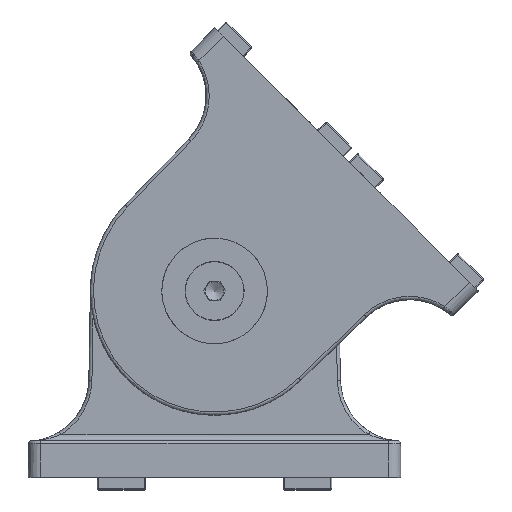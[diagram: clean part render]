
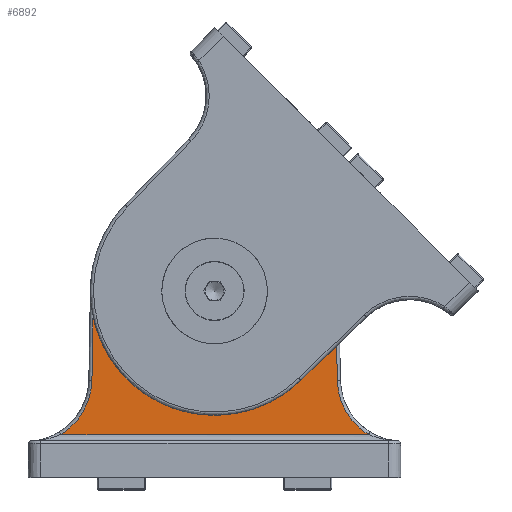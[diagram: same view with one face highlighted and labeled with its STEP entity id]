
A CAD part, top view. The second image highlights one B-rep face of the part: STEP entity #6892.
In plain terms, the highlighted planar face has unit normal (0, 0.009, 1).
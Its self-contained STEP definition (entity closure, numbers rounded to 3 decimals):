
#99=FACE_BOUND('',#2155,.T.);
#129=PLANE('',#7521);
#408=LINE('',#12269,#886);
#409=LINE('',#12285,#887);
#410=LINE('',#12337,#888);
#886=VECTOR('',#8665,1000.);
#887=VECTOR('',#8666,1000.);
#888=VECTOR('',#8667,1000.);
#1382=ELLIPSE('',#7444,13.951,13.95);
#1383=ELLIPSE('',#7445,13.951,13.95);
#1494=B_SPLINE_CURVE_WITH_KNOTS('',3,(#12271,#12272,#12273,#12274,#12275,
#12276,#12277,#12278,#12279,#12280,#12281,#12282,#12283),.UNSPECIFIED.,
 .F.,.F.,(4,3,3,3,4),(0.553,0.803,1.053,
1.303,1.553),.UNSPECIFIED.);
#1495=B_SPLINE_CURVE_WITH_KNOTS('',3,(#12287,#12288,#12289,#12290,#12291,
#12292,#12293,#12294,#12295,#12296,#12297,#12298,#12299,#12300,#12301,#12302,
#12303,#12304,#12305,#12306,#12307,#12308,#12309,#12310,#12311,#12312,#12313,
#12314,#12315,#12316,#12317,#12318,#12319,#12320,#12321,#12322,#12323,#12324,
#12325,#12326,#12327,#12328,#12329,#12330,#12331,#12332,#12333,#12334,#12335),
 .UNSPECIFIED.,.F.,.F.,(4,3,3,3,3,3,3,3,3,3,3,3,3,3,3,3,4),(1.588,
1.782,1.977,2.171,2.365,2.559,
2.753,2.947,3.142,3.336,3.53,
3.724,3.918,4.112,4.307,4.501,
4.695),.UNSPECIFIED.);
#1496=B_SPLINE_CURVE_WITH_KNOTS('',3,(#12338,#12339,#12340,#12341,#12342,
#12343,#12344,#12345,#12346,#12347,#12348,#12349,#12350),.UNSPECIFIED.,
 .F.,.F.,(4,3,3,3,4),(4.73,4.98,5.23,
5.48,5.73),.UNSPECIFIED.);
#1715=FACE_OUTER_BOUND('',#2154,.T.);
#2154=EDGE_LOOP('',(#5081,#5082,#5083,#5084,#5085,#5086));
#2155=EDGE_LOOP('',(#5087,#5088));
#3039=VERTEX_POINT('',#10696);
#3040=VERTEX_POINT('',#10698);
#3245=VERTEX_POINT('',#12267);
#3246=VERTEX_POINT('',#12268);
#3247=VERTEX_POINT('',#12270);
#3248=VERTEX_POINT('',#12284);
#3249=VERTEX_POINT('',#12286);
#3250=VERTEX_POINT('',#12336);
#3715=EDGE_CURVE('',#3039,#3040,#1382,.T.);
#3716=EDGE_CURVE('',#3040,#3039,#1383,.T.);
#3949=EDGE_CURVE('',#3245,#3246,#408,.T.);
#3950=EDGE_CURVE('',#3246,#3247,#1494,.T.);
#3951=EDGE_CURVE('',#3247,#3248,#409,.T.);
#3952=EDGE_CURVE('',#3248,#3249,#1495,.T.);
#3953=EDGE_CURVE('',#3249,#3250,#410,.T.);
#3954=EDGE_CURVE('',#3250,#3245,#1496,.T.);
#5081=ORIENTED_EDGE('',*,*,#3949,.T.);
#5082=ORIENTED_EDGE('',*,*,#3950,.T.);
#5083=ORIENTED_EDGE('',*,*,#3951,.T.);
#5084=ORIENTED_EDGE('',*,*,#3952,.T.);
#5085=ORIENTED_EDGE('',*,*,#3953,.T.);
#5086=ORIENTED_EDGE('',*,*,#3954,.T.);
#5087=ORIENTED_EDGE('',*,*,#3716,.F.);
#5088=ORIENTED_EDGE('',*,*,#3715,.F.);
#6892=ADVANCED_FACE('',(#1715,#99),#129,.T.);
#7444=AXIS2_PLACEMENT_3D('',#10699,#8387,#8388);
#7445=AXIS2_PLACEMENT_3D('',#10700,#8389,#8390);
#7521=AXIS2_PLACEMENT_3D('',#12266,#8663,#8664);
#8387=DIRECTION('center_axis',(0.,0.009,1.));
#8388=DIRECTION('ref_axis',(0.,-1.,0.009));
#8389=DIRECTION('center_axis',(0.,0.009,1.));
#8390=DIRECTION('ref_axis',(0.,-1.,0.009));
#8663=DIRECTION('center_axis',(0.,0.009,1.));
#8664=DIRECTION('ref_axis',(0.,-1.,0.009));
#8665=DIRECTION('',(1.,0.,0.));
#8666=DIRECTION('',(-0.017,1.,-0.009));
#8667=DIRECTION('',(-0.017,-1.,0.009));
#10696=CARTESIAN_POINT('',(-13.95,30.,10.79));
#10698=CARTESIAN_POINT('',(13.95,30.,10.79));
#10699=CARTESIAN_POINT('Origin',(0.,30.,10.79));
#10700=CARTESIAN_POINT('Origin',(0.,30.,10.79));
#12266=CARTESIAN_POINT('Origin',(0.,5.9,11.));
#12267=CARTESIAN_POINT('',(-24.738,6.891,10.991));
#12268=CARTESIAN_POINT('',(24.738,6.891,10.991));
#12269=CARTESIAN_POINT('',(29.,6.891,10.991));
#12270=CARTESIAN_POINT('',(19.757,15.642,10.915));
#12271=CARTESIAN_POINT('Ctrl Pts',(24.738,6.891,10.991));
#12272=CARTESIAN_POINT('Ctrl Pts',(23.994,7.351,10.987));
#12273=CARTESIAN_POINT('Ctrl Pts',(23.307,7.904,10.983));
#12274=CARTESIAN_POINT('Ctrl Pts',(22.699,8.534,10.977));
#12275=CARTESIAN_POINT('Ctrl Pts',(22.092,9.164,10.972));
#12276=CARTESIAN_POINT('Ctrl Pts',(21.563,9.87,10.965));
#12277=CARTESIAN_POINT('Ctrl Pts',(21.13,10.631,10.959));
#12278=CARTESIAN_POINT('Ctrl Pts',(20.697,11.391,10.952));
#12279=CARTESIAN_POINT('Ctrl Pts',(20.36,12.206,10.945));
#12280=CARTESIAN_POINT('Ctrl Pts',(20.129,13.05,10.938));
#12281=CARTESIAN_POINT('Ctrl Pts',(19.897,13.894,10.93));
#12282=CARTESIAN_POINT('Ctrl Pts',(19.772,14.767,10.923));
#12283=CARTESIAN_POINT('Ctrl Pts',(19.757,15.642,10.915));
#12284=CARTESIAN_POINT('',(19.5,30.345,10.787));
#12285=CARTESIAN_POINT('',(19.921,6.248,10.997));
#12286=CARTESIAN_POINT('',(-19.5,30.345,10.787));
#12287=CARTESIAN_POINT('Ctrl Pts',(19.5,30.345,10.787));
#12288=CARTESIAN_POINT('Ctrl Pts',(19.478,31.607,10.776));
#12289=CARTESIAN_POINT('Ctrl Pts',(19.333,32.867,10.765));
#12290=CARTESIAN_POINT('Ctrl Pts',(19.068,34.101,10.754));
#12291=CARTESIAN_POINT('Ctrl Pts',(18.803,35.335,10.743));
#12292=CARTESIAN_POINT('Ctrl Pts',(18.418,36.543,10.733));
#12293=CARTESIAN_POINT('Ctrl Pts',(17.919,37.703,10.722));
#12294=CARTESIAN_POINT('Ctrl Pts',(17.421,38.863,10.712));
#12295=CARTESIAN_POINT('Ctrl Pts',(16.81,39.974,10.703));
#12296=CARTESIAN_POINT('Ctrl Pts',(16.097,41.016,10.694));
#12297=CARTESIAN_POINT('Ctrl Pts',(15.384,42.058,10.684));
#12298=CARTESIAN_POINT('Ctrl Pts',(14.57,43.03,10.676));
#12299=CARTESIAN_POINT('Ctrl Pts',(13.67,43.915,10.668));
#12300=CARTESIAN_POINT('Ctrl Pts',(12.77,44.8,10.661));
#12301=CARTESIAN_POINT('Ctrl Pts',(11.783,45.597,10.654));
#12302=CARTESIAN_POINT('Ctrl Pts',(10.729,46.291,10.648));
#12303=CARTESIAN_POINT('Ctrl Pts',(9.675,46.986,10.641));
#12304=CARTESIAN_POINT('Ctrl Pts',(8.553,47.577,10.636));
#12305=CARTESIAN_POINT('Ctrl Pts',(7.385,48.055,10.632));
#12306=CARTESIAN_POINT('Ctrl Pts',(6.217,48.533,10.628));
#12307=CARTESIAN_POINT('Ctrl Pts',(5.002,48.897,10.625));
#12308=CARTESIAN_POINT('Ctrl Pts',(3.763,49.141,10.623));
#12309=CARTESIAN_POINT('Ctrl Pts',(2.525,49.384,10.621));
#12310=CARTESIAN_POINT('Ctrl Pts',(1.262,49.507,10.619));
#12311=CARTESIAN_POINT('Ctrl Pts',(0.,49.507,
10.619));
#12312=CARTESIAN_POINT('Ctrl Pts',(-1.262,49.507,10.619));
#12313=CARTESIAN_POINT('Ctrl Pts',(-2.525,49.384,10.621));
#12314=CARTESIAN_POINT('Ctrl Pts',(-3.763,49.141,10.623));
#12315=CARTESIAN_POINT('Ctrl Pts',(-5.002,48.897,10.625));
#12316=CARTESIAN_POINT('Ctrl Pts',(-6.217,48.533,10.628));
#12317=CARTESIAN_POINT('Ctrl Pts',(-7.385,48.055,10.632));
#12318=CARTESIAN_POINT('Ctrl Pts',(-8.553,47.577,10.636));
#12319=CARTESIAN_POINT('Ctrl Pts',(-9.675,46.986,10.641));
#12320=CARTESIAN_POINT('Ctrl Pts',(-10.729,46.291,10.648));
#12321=CARTESIAN_POINT('Ctrl Pts',(-11.783,45.597,10.654));
#12322=CARTESIAN_POINT('Ctrl Pts',(-12.77,44.8,10.661));
#12323=CARTESIAN_POINT('Ctrl Pts',(-13.67,43.915,10.668));
#12324=CARTESIAN_POINT('Ctrl Pts',(-14.57,43.03,10.676));
#12325=CARTESIAN_POINT('Ctrl Pts',(-15.384,42.058,10.684));
#12326=CARTESIAN_POINT('Ctrl Pts',(-16.097,41.016,10.694));
#12327=CARTESIAN_POINT('Ctrl Pts',(-16.81,39.974,10.703));
#12328=CARTESIAN_POINT('Ctrl Pts',(-17.421,38.863,10.712));
#12329=CARTESIAN_POINT('Ctrl Pts',(-17.919,37.703,10.722));
#12330=CARTESIAN_POINT('Ctrl Pts',(-18.418,36.543,10.733));
#12331=CARTESIAN_POINT('Ctrl Pts',(-18.803,35.335,10.743));
#12332=CARTESIAN_POINT('Ctrl Pts',(-19.068,34.101,10.754));
#12333=CARTESIAN_POINT('Ctrl Pts',(-19.333,32.867,10.765));
#12334=CARTESIAN_POINT('Ctrl Pts',(-19.478,31.607,10.776));
#12335=CARTESIAN_POINT('Ctrl Pts',(-19.5,30.345,10.787));
#12336=CARTESIAN_POINT('',(-19.757,15.642,10.915));
#12337=CARTESIAN_POINT('',(-19.921,6.248,10.997));
#12338=CARTESIAN_POINT('Ctrl Pts',(-19.757,15.642,10.915));
#12339=CARTESIAN_POINT('Ctrl Pts',(-19.772,14.767,10.923));
#12340=CARTESIAN_POINT('Ctrl Pts',(-19.897,13.894,10.93));
#12341=CARTESIAN_POINT('Ctrl Pts',(-20.129,13.05,10.938));
#12342=CARTESIAN_POINT('Ctrl Pts',(-20.36,12.206,10.945));
#12343=CARTESIAN_POINT('Ctrl Pts',(-20.697,11.391,10.952));
#12344=CARTESIAN_POINT('Ctrl Pts',(-21.13,10.631,10.959));
#12345=CARTESIAN_POINT('Ctrl Pts',(-21.563,9.87,10.965));
#12346=CARTESIAN_POINT('Ctrl Pts',(-22.092,9.164,10.972));
#12347=CARTESIAN_POINT('Ctrl Pts',(-22.699,8.534,10.977));
#12348=CARTESIAN_POINT('Ctrl Pts',(-23.307,7.904,10.983));
#12349=CARTESIAN_POINT('Ctrl Pts',(-23.994,7.351,10.987));
#12350=CARTESIAN_POINT('Ctrl Pts',(-24.738,6.891,10.991));
